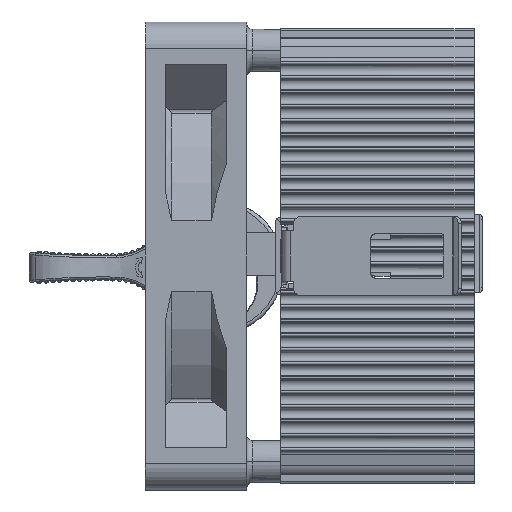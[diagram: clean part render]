
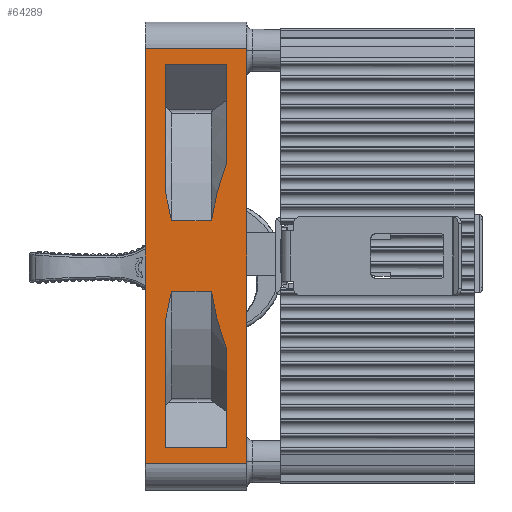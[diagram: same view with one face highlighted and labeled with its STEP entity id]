
A CAD part, left-side view. The second image highlights one B-rep face of the part: STEP entity #64289.
In plain terms, the highlighted planar face has unit normal (-1, 0, 0).
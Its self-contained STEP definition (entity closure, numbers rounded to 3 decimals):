
#52080=DIRECTION('',(0.,0.,1.));
#52081=VECTOR('',#52080,62.);
#52082=CARTESIAN_POINT('',(-72.6,0.,-31.));
#52083=LINE('',#52082,#52081);
#53069=DIRECTION('',(0.,0.,-1.));
#53070=VECTOR('',#53069,62.);
#53071=CARTESIAN_POINT('',(-72.6,15.2,31.));
#53072=LINE('',#53071,#53070);
#53282=DIRECTION('',(0.,1.,0.));
#53283=VECTOR('',#53282,15.2);
#53284=CARTESIAN_POINT('',(-72.6,0.,31.));
#53285=LINE('',#53284,#53283);
#53286=DIRECTION('',(0.,-1.,0.));
#53287=VECTOR('',#53286,9.2);
#53288=CARTESIAN_POINT('',(-72.6,12.2,-28.636));
#53289=LINE('',#53288,#53287);
#53290=CARTESIAN_POINT('',(-72.6,11.267,-5.307));
#53291=CARTESIAN_POINT('',(-72.6,11.344,-5.821));
#53292=CARTESIAN_POINT('',(-72.6,11.518,-6.837));
#53293=CARTESIAN_POINT('',(-72.6,11.831,-8.314));
#53294=CARTESIAN_POINT('',(-72.6,12.072,-9.277));
#53295=CARTESIAN_POINT('',(-72.6,12.2,-9.752));
#53297=CARTESIAN_POINT('',(-72.6,12.2,9.752));
#53298=CARTESIAN_POINT('',(-72.6,12.072,9.276));
#53299=CARTESIAN_POINT('',(-72.6,11.831,8.312));
#53300=CARTESIAN_POINT('',(-72.6,11.518,6.834));
#53301=CARTESIAN_POINT('',(-72.6,11.344,5.82));
#53302=CARTESIAN_POINT('',(-72.6,11.267,5.307));
#53304=DIRECTION('',(0.,-1.,0.));
#53305=VECTOR('',#53304,15.2);
#53306=CARTESIAN_POINT('',(-72.6,15.2,-31.));
#53307=LINE('',#53306,#53305);
#54298=DIRECTION('',(0.,0.,1.));
#54299=VECTOR('',#54298,18.884);
#54300=CARTESIAN_POINT('',(-72.6,12.2,-28.636));
#54301=LINE('',#54300,#54299);
#54323=DIRECTION('',(0.,-1.,0.));
#54324=VECTOR('',#54323,5.97);
#54325=CARTESIAN_POINT('',(-72.6,11.267,-5.307));
#54326=LINE('',#54325,#54324);
#54371=CARTESIAN_POINT('',(-72.6,5.297,-5.307));
#54372=CARTESIAN_POINT('',(-72.6,5.152,-6.272));
#54373=CARTESIAN_POINT('',(-72.6,4.785,-8.202));
#54374=CARTESIAN_POINT('',(-72.6,4.021,-11.075));
#54375=CARTESIAN_POINT('',(-72.6,3.364,-13.023));
#54376=CARTESIAN_POINT('',(-72.6,3.,-14.002));
#54383=DIRECTION('',(0.,0.,-1.));
#54384=VECTOR('',#54383,14.634);
#54385=CARTESIAN_POINT('',(-72.6,3.,-14.002));
#54386=LINE('',#54385,#54384);
#54387=DIRECTION('',(0.,0.,-1.));
#54388=VECTOR('',#54387,14.634);
#54389=CARTESIAN_POINT('',(-72.6,3.,28.636));
#54390=LINE('',#54389,#54388);
#54396=DIRECTION('',(0.,-1.,0.));
#54397=VECTOR('',#54396,9.2);
#54398=CARTESIAN_POINT('',(-72.6,12.2,28.636));
#54399=LINE('',#54398,#54397);
#54413=DIRECTION('',(0.,0.,1.));
#54414=VECTOR('',#54413,18.884);
#54415=CARTESIAN_POINT('',(-72.6,12.2,9.752));
#54416=LINE('',#54415,#54414);
#54449=DIRECTION('',(0.,1.,0.));
#54450=VECTOR('',#54449,5.97);
#54451=CARTESIAN_POINT('',(-72.6,5.297,5.307));
#54452=LINE('',#54451,#54450);
#54472=CARTESIAN_POINT('',(-72.6,3.,14.002));
#54473=CARTESIAN_POINT('',(-72.6,3.364,13.023));
#54474=CARTESIAN_POINT('',(-72.6,4.021,11.075));
#54475=CARTESIAN_POINT('',(-72.6,4.785,8.2));
#54476=CARTESIAN_POINT('',(-72.6,5.152,6.271));
#54477=CARTESIAN_POINT('',(-72.6,5.297,5.307));
#60369=CARTESIAN_POINT('',(-72.6,0.,-31.));
#60370=VERTEX_POINT('',#60369);
#60371=CARTESIAN_POINT('',(-72.6,0.,31.));
#60372=VERTEX_POINT('',#60371);
#60651=CARTESIAN_POINT('',(-72.6,15.2,31.));
#60652=VERTEX_POINT('',#60651);
#60653=CARTESIAN_POINT('',(-72.6,15.2,-31.));
#60654=VERTEX_POINT('',#60653);
#60725=CARTESIAN_POINT('',(-72.6,12.2,-28.636));
#60726=CARTESIAN_POINT('',(-72.6,12.2,-9.752));
#60727=VERTEX_POINT('',#60725);
#60728=VERTEX_POINT('',#60726);
#60729=CARTESIAN_POINT('',(-72.6,3.,-28.636));
#60730=VERTEX_POINT('',#60729);
#60731=CARTESIAN_POINT('',(-72.6,3.,-14.002));
#60732=VERTEX_POINT('',#60731);
#60733=VERTEX_POINT('',#54371);
#60734=CARTESIAN_POINT('',(-72.6,11.267,-5.307));
#60735=VERTEX_POINT('',#60734);
#60736=CARTESIAN_POINT('',(-72.6,3.,28.636));
#60737=CARTESIAN_POINT('',(-72.6,3.,14.002));
#60738=VERTEX_POINT('',#60736);
#60739=VERTEX_POINT('',#60737);
#60740=CARTESIAN_POINT('',(-72.6,12.2,28.636));
#60741=VERTEX_POINT('',#60740);
#60742=CARTESIAN_POINT('',(-72.6,12.2,9.752));
#60743=VERTEX_POINT('',#60742);
#60744=VERTEX_POINT('',#53302);
#60745=CARTESIAN_POINT('',(-72.6,5.297,5.307));
#60746=VERTEX_POINT('',#60745);
#64249=CARTESIAN_POINT('',(-72.6,15.,35.));
#64250=DIRECTION('',(1.,0.,0.));
#64251=DIRECTION('',(0.,0.,-1.));
#64252=AXIS2_PLACEMENT_3D('',#64249,#64250,#64251);
#64253=PLANE('',#64252);
#64254=ORIENTED_EDGE('',*,*,#64243,.F.);
#64255=ORIENTED_EDGE('',*,*,#63243,.F.);
#64257=ORIENTED_EDGE('',*,*,#64256,.F.);
#64258=ORIENTED_EDGE('',*,*,#63996,.F.);
#64259=EDGE_LOOP('',(#64254,#64255,#64257,#64258));
#64260=FACE_OUTER_BOUND('',#64259,.F.);
#64262=ORIENTED_EDGE('',*,*,#64261,.F.);
#64264=ORIENTED_EDGE('',*,*,#64263,.T.);
#64266=ORIENTED_EDGE('',*,*,#64265,.F.);
#64268=ORIENTED_EDGE('',*,*,#64267,.F.);
#64270=ORIENTED_EDGE('',*,*,#64269,.F.);
#64272=ORIENTED_EDGE('',*,*,#64271,.T.);
#64273=EDGE_LOOP('',(#64262,#64264,#64266,#64268,#64270,#64272));
#64274=FACE_BOUND('',#64273,.F.);
#64276=ORIENTED_EDGE('',*,*,#64275,.F.);
#64278=ORIENTED_EDGE('',*,*,#64277,.F.);
#64280=ORIENTED_EDGE('',*,*,#64279,.F.);
#64282=ORIENTED_EDGE('',*,*,#64281,.T.);
#64284=ORIENTED_EDGE('',*,*,#64283,.F.);
#64286=ORIENTED_EDGE('',*,*,#64285,.F.);
#64287=EDGE_LOOP('',(#64276,#64278,#64280,#64282,#64284,#64286));
#64288=FACE_BOUND('',#64287,.F.);
#53296=B_SPLINE_CURVE_WITH_KNOTS('',3,(#53290,#53291,#53292,#53293,#53294,
#53295),.UNSPECIFIED.,.F.,.F.,(4,1,1,4),(0.,0.333,
0.667,1.),.UNSPECIFIED.);
#53303=B_SPLINE_CURVE_WITH_KNOTS('',3,(#53297,#53298,#53299,#53300,#53301,
#53302),.UNSPECIFIED.,.F.,.F.,(4,1,1,4),(0.,0.333,
0.667,1.),.UNSPECIFIED.);
#54377=B_SPLINE_CURVE_WITH_KNOTS('',3,(#54371,#54372,#54373,#54374,#54375,
#54376),.UNSPECIFIED.,.F.,.F.,(4,1,1,4),(0.,0.333,
0.667,1.),.UNSPECIFIED.);
#54478=B_SPLINE_CURVE_WITH_KNOTS('',3,(#54472,#54473,#54474,#54475,#54476,
#54477),.UNSPECIFIED.,.F.,.F.,(4,1,1,4),(0.,0.333,
0.667,1.),.UNSPECIFIED.);
#63243=EDGE_CURVE('',#60370,#60372,#52083,.T.);
#63996=EDGE_CURVE('',#60652,#60654,#53072,.T.);
#64243=EDGE_CURVE('',#60372,#60652,#53285,.T.);
#64256=EDGE_CURVE('',#60654,#60370,#53307,.T.);
#64261=EDGE_CURVE('',#60727,#60728,#54301,.T.);
#64263=EDGE_CURVE('',#60727,#60730,#53289,.T.);
#64265=EDGE_CURVE('',#60732,#60730,#54386,.T.);
#64267=EDGE_CURVE('',#60733,#60732,#54377,.T.);
#64269=EDGE_CURVE('',#60735,#60733,#54326,.T.);
#64271=EDGE_CURVE('',#60735,#60728,#53296,.T.);
#64275=EDGE_CURVE('',#60738,#60739,#54390,.T.);
#64277=EDGE_CURVE('',#60741,#60738,#54399,.T.);
#64279=EDGE_CURVE('',#60743,#60741,#54416,.T.);
#64281=EDGE_CURVE('',#60743,#60744,#53303,.T.);
#64283=EDGE_CURVE('',#60746,#60744,#54452,.T.);
#64285=EDGE_CURVE('',#60739,#60746,#54478,.T.);
#64289=ADVANCED_FACE('',(#64260,#64274,#64288),#64253,.F.);
